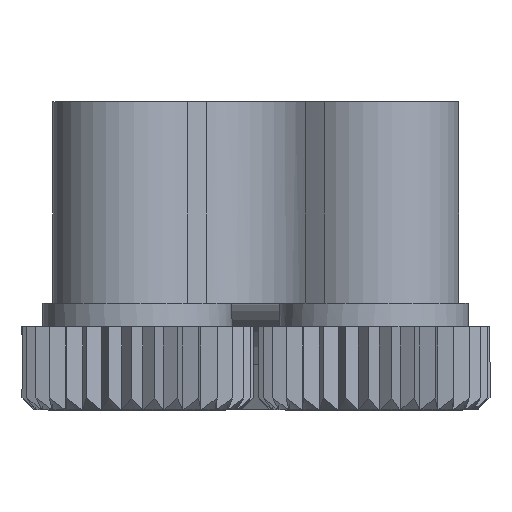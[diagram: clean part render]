
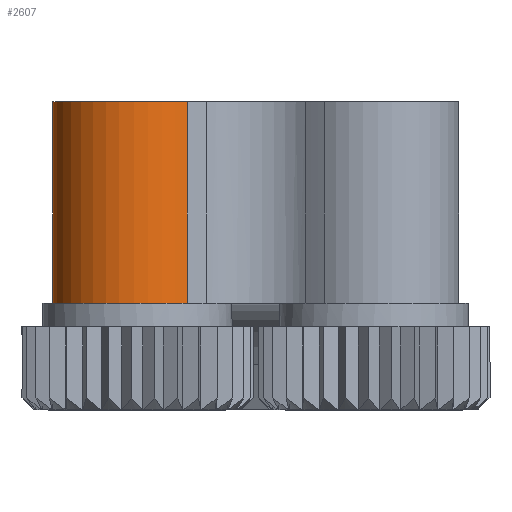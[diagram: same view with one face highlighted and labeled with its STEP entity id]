
A CAD part, left-side view. The second image highlights one B-rep face of the part: STEP entity #2607.
In plain terms, the highlighted cylindrical face has radius 3.5 mm (diameter 7 mm), a partial arc.
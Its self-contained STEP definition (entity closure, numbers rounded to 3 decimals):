
#474=LINE('',#4498,#702);
#476=LINE('',#4501,#704);
#702=VECTOR('',#3594,10.);
#704=VECTOR('',#3598,10.);
#721=CYLINDRICAL_SURFACE('',#2925,3.5);
#857=FACE_OUTER_BOUND('',#1004,.T.);
#1004=EDGE_LOOP('',(#2440,#2441,#2442,#2443));
#1075=CIRCLE('',#2882,3.5);
#1090=CIRCLE('',#2910,3.5);
#1316=VERTEX_POINT('',#4402);
#1317=VERTEX_POINT('',#4404);
#1332=VERTEX_POINT('',#4453);
#1333=VERTEX_POINT('',#4455);
#1671=EDGE_CURVE('',#1317,#1316,#1075,.T.);
#1693=EDGE_CURVE('',#1332,#1333,#1090,.T.);
#1715=EDGE_CURVE('',#1317,#1332,#474,.T.);
#1717=EDGE_CURVE('',#1316,#1333,#476,.T.);
#2440=ORIENTED_EDGE('',*,*,#1671,.T.);
#2441=ORIENTED_EDGE('',*,*,#1717,.T.);
#2442=ORIENTED_EDGE('',*,*,#1693,.F.);
#2443=ORIENTED_EDGE('',*,*,#1715,.F.);
#2607=ADVANCED_FACE('',(#857),#721,.T.);
#2882=AXIS2_PLACEMENT_3D('',#4405,#3487,#3488);
#2910=AXIS2_PLACEMENT_3D('',#4456,#3550,#3551);
#2925=AXIS2_PLACEMENT_3D('',#4500,#3596,#3597);
#3487=DIRECTION('center_axis',(0.,0.,-1.));
#3488=DIRECTION('ref_axis',(-0.784,0.621,0.));
#3550=DIRECTION('center_axis',(0.,0.,-1.));
#3551=DIRECTION('ref_axis',(-0.784,0.621,0.));
#3594=DIRECTION('',(0.,0.,-1.));
#3596=DIRECTION('center_axis',(0.,0.,-1.));
#3597=DIRECTION('ref_axis',(-0.784,0.621,0.));
#3598=DIRECTION('',(0.,0.,-1.));
#4402=CARTESIAN_POINT('',(-113.445,5.672,-4.5));
#4404=CARTESIAN_POINT('',(-110.661,0.,-4.5));
#4405=CARTESIAN_POINT('Origin',(-110.7,3.5,-4.5));
#4453=CARTESIAN_POINT('',(-110.661,0.,-13.));
#4455=CARTESIAN_POINT('',(-113.445,5.672,-13.));
#4456=CARTESIAN_POINT('Origin',(-110.7,3.5,-13.));
#4498=CARTESIAN_POINT('',(-110.661,0.,0.));
#4500=CARTESIAN_POINT('Origin',(-110.7,3.5,0.));
#4501=CARTESIAN_POINT('',(-113.445,5.672,0.));
